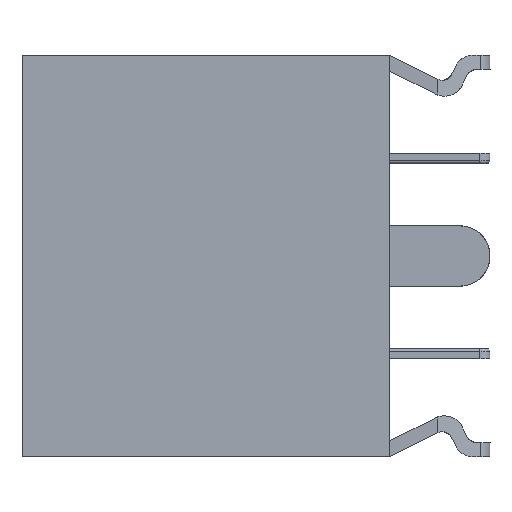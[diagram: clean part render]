
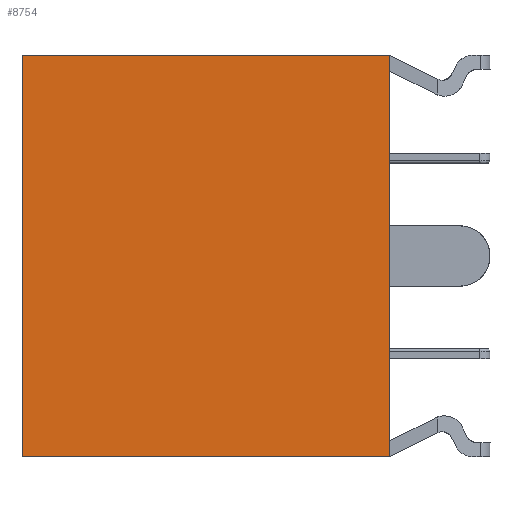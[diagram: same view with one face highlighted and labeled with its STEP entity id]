
A CAD part, left-side view. The second image highlights one B-rep face of the part: STEP entity #8754.
In plain terms, the highlighted free-form (B-spline) face has degree [1, 1] with [2, 2] control points.
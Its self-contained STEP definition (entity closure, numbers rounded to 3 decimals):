
#8003 = B_SPLINE_SURFACE_WITH_KNOTS('',1,1,(
    (#8004,#8005)
    ,(#8006,#8007
    )),.UNSPECIFIED.,.F.,.F.,.F.,(2,2),(2,2),(0.,1.),(0.,1.),
  .PIECEWISE_BEZIER_KNOTS.);
#8004 = CARTESIAN_POINT('',(-12.9,-6.5,-7.));
#8005 = CARTESIAN_POINT('',(0.,-6.5,-7.));
#8006 = CARTESIAN_POINT('',(-12.9,6.3,-7.));
#8007 = CARTESIAN_POINT('',(0.,6.3,-7.));
#8029 = B_SPLINE_SURFACE_WITH_KNOTS('',1,1,(
    (#8030,#8031)
    ,(#8032,#8033
    )),.UNSPECIFIED.,.F.,.F.,.F.,(2,2),(2,2),(0.,1.),(0.,1.),
  .PIECEWISE_BEZIER_KNOTS.);
#8030 = CARTESIAN_POINT('',(-12.9,-6.5,7.));
#8031 = CARTESIAN_POINT('',(0.,-6.5,7.));
#8032 = CARTESIAN_POINT('',(-12.9,-6.5,-7.));
#8033 = CARTESIAN_POINT('',(0.,-6.5,-7.));
#8055 = B_SPLINE_SURFACE_WITH_KNOTS('',1,1,(
    (#8056,#8057)
    ,(#8058,#8059
    )),.UNSPECIFIED.,.F.,.F.,.F.,(2,2),(2,2),(0.,1.),(0.,1.),
  .PIECEWISE_BEZIER_KNOTS.);
#8056 = CARTESIAN_POINT('',(-12.9,6.3,7.));
#8057 = CARTESIAN_POINT('',(0.,6.3,7.));
#8058 = CARTESIAN_POINT('',(-12.9,-6.5,7.));
#8059 = CARTESIAN_POINT('',(0.,-6.5,7.));
#8079 = B_SPLINE_SURFACE_WITH_KNOTS('',1,1,(
    (#8080,#8081)
    ,(#8082,#8083
    )),.UNSPECIFIED.,.F.,.F.,.F.,(2,2),(2,2),(0.,1.),(0.,1.),
  .PIECEWISE_BEZIER_KNOTS.);
#8080 = CARTESIAN_POINT('',(-12.9,6.3,-7.));
#8081 = CARTESIAN_POINT('',(0.,6.3,-7.));
#8082 = CARTESIAN_POINT('',(-12.9,6.3,7.));
#8083 = CARTESIAN_POINT('',(0.,6.3,7.));
#8608 = VERTEX_POINT('',#8609);
#8609 = CARTESIAN_POINT('',(-12.9,6.3,-7.));
#8628 = EDGE_CURVE('',#8608,#8629,#8631,.T.);
#8629 = VERTEX_POINT('',#8630);
#8630 = CARTESIAN_POINT('',(-12.9,6.3,7.));
#8631 = SURFACE_CURVE('',#8632,(#8636,#8642),.PCURVE_S1.);
#8632 = LINE('',#8633,#8634);
#8633 = CARTESIAN_POINT('',(-12.9,6.3,-7.));
#8634 = VECTOR('',#8635,1.);
#8635 = DIRECTION('',(0.,0.,1.));
#8636 = PCURVE('',#8079,#8637);
#8637 = DEFINITIONAL_REPRESENTATION('',(#8638),#8641);
#8638 = B_SPLINE_CURVE_WITH_KNOTS('',1,(#8639,#8640),.UNSPECIFIED.,.F.,
  .F.,(2,2),(0.,14.),.PIECEWISE_BEZIER_KNOTS.);
#8639 = CARTESIAN_POINT('',(0.,0.));
#8640 = CARTESIAN_POINT('',(1.,0.));
#8641 = ( GEOMETRIC_REPRESENTATION_CONTEXT(2) 
PARAMETRIC_REPRESENTATION_CONTEXT() REPRESENTATION_CONTEXT('2D SPACE',''
  ) );
#8642 = PCURVE('',#8643,#8648);
#8643 = B_SPLINE_SURFACE_WITH_KNOTS('',1,1,(
    (#8644,#8645)
    ,(#8646,#8647
    )),.UNSPECIFIED.,.F.,.F.,.F.,(2,2),(2,2),(0.,1.),(0.,1.),
  .PIECEWISE_BEZIER_KNOTS.);
#8644 = CARTESIAN_POINT('',(-12.9,-6.5,-7.));
#8645 = CARTESIAN_POINT('',(-12.9,6.3,-7.));
#8646 = CARTESIAN_POINT('',(-12.9,-6.5,7.));
#8647 = CARTESIAN_POINT('',(-12.9,6.3,7.));
#8648 = DEFINITIONAL_REPRESENTATION('',(#8649),#8652);
#8649 = B_SPLINE_CURVE_WITH_KNOTS('',1,(#8650,#8651),.UNSPECIFIED.,.F.,
  .F.,(2,2),(0.,14.),.PIECEWISE_BEZIER_KNOTS.);
#8650 = CARTESIAN_POINT('',(0.,1.));
#8651 = CARTESIAN_POINT('',(1.,1.));
#8652 = ( GEOMETRIC_REPRESENTATION_CONTEXT(2) 
PARAMETRIC_REPRESENTATION_CONTEXT() REPRESENTATION_CONTEXT('2D SPACE',''
  ) );
#8714 = VERTEX_POINT('',#8715);
#8715 = CARTESIAN_POINT('',(-12.9,-6.5,-7.));
#8734 = EDGE_CURVE('',#8714,#8608,#8735,.T.);
#8735 = SURFACE_CURVE('',#8736,(#8740,#8746),.PCURVE_S1.);
#8736 = LINE('',#8737,#8738);
#8737 = CARTESIAN_POINT('',(-12.9,-6.5,-7.));
#8738 = VECTOR('',#8739,1.);
#8739 = DIRECTION('',(0.,1.,0.));
#8740 = PCURVE('',#8003,#8741);
#8741 = DEFINITIONAL_REPRESENTATION('',(#8742),#8745);
#8742 = B_SPLINE_CURVE_WITH_KNOTS('',1,(#8743,#8744),.UNSPECIFIED.,.F.,
  .F.,(2,2),(0.,12.8),.PIECEWISE_BEZIER_KNOTS.);
#8743 = CARTESIAN_POINT('',(0.,0.));
#8744 = CARTESIAN_POINT('',(1.,0.));
#8745 = ( GEOMETRIC_REPRESENTATION_CONTEXT(2) 
PARAMETRIC_REPRESENTATION_CONTEXT() REPRESENTATION_CONTEXT('2D SPACE',''
  ) );
#8746 = PCURVE('',#8643,#8747);
#8747 = DEFINITIONAL_REPRESENTATION('',(#8748),#8751);
#8748 = B_SPLINE_CURVE_WITH_KNOTS('',1,(#8749,#8750),.UNSPECIFIED.,.F.,
  .F.,(2,2),(0.,12.8),.PIECEWISE_BEZIER_KNOTS.);
#8749 = CARTESIAN_POINT('',(0.,0.));
#8750 = CARTESIAN_POINT('',(0.,1.));
#8751 = ( GEOMETRIC_REPRESENTATION_CONTEXT(2) 
PARAMETRIC_REPRESENTATION_CONTEXT() REPRESENTATION_CONTEXT('2D SPACE',''
  ) );
#8754 = ADVANCED_FACE('',(#8755),#8643,.T.);
#8755 = FACE_BOUND('',#8756,.T.);
#8756 = EDGE_LOOP('',(#8757,#8758,#8759,#8780));
#8757 = ORIENTED_EDGE('',*,*,#8628,.F.);
#8758 = ORIENTED_EDGE('',*,*,#8734,.F.);
#8759 = ORIENTED_EDGE('',*,*,#8760,.T.);
#8760 = EDGE_CURVE('',#8714,#8761,#8763,.T.);
#8761 = VERTEX_POINT('',#8762);
#8762 = CARTESIAN_POINT('',(-12.9,-6.5,7.));
#8763 = SURFACE_CURVE('',#8764,(#8768,#8774),.PCURVE_S1.);
#8764 = LINE('',#8765,#8766);
#8765 = CARTESIAN_POINT('',(-12.9,-6.5,-7.));
#8766 = VECTOR('',#8767,1.);
#8767 = DIRECTION('',(0.,0.,1.));
#8768 = PCURVE('',#8643,#8769);
#8769 = DEFINITIONAL_REPRESENTATION('',(#8770),#8773);
#8770 = B_SPLINE_CURVE_WITH_KNOTS('',1,(#8771,#8772),.UNSPECIFIED.,.F.,
  .F.,(2,2),(0.,14.),.PIECEWISE_BEZIER_KNOTS.);
#8771 = CARTESIAN_POINT('',(0.,0.));
#8772 = CARTESIAN_POINT('',(1.,0.));
#8773 = ( GEOMETRIC_REPRESENTATION_CONTEXT(2) 
PARAMETRIC_REPRESENTATION_CONTEXT() REPRESENTATION_CONTEXT('2D SPACE',''
  ) );
#8774 = PCURVE('',#8029,#8775);
#8775 = DEFINITIONAL_REPRESENTATION('',(#8776),#8779);
#8776 = B_SPLINE_CURVE_WITH_KNOTS('',1,(#8777,#8778),.UNSPECIFIED.,.F.,
  .F.,(2,2),(0.,14.),.PIECEWISE_BEZIER_KNOTS.);
#8777 = CARTESIAN_POINT('',(1.,0.));
#8778 = CARTESIAN_POINT('',(0.,0.));
#8779 = ( GEOMETRIC_REPRESENTATION_CONTEXT(2) 
PARAMETRIC_REPRESENTATION_CONTEXT() REPRESENTATION_CONTEXT('2D SPACE',''
  ) );
#8780 = ORIENTED_EDGE('',*,*,#8781,.T.);
#8781 = EDGE_CURVE('',#8761,#8629,#8782,.T.);
#8782 = SURFACE_CURVE('',#8783,(#8787,#8793),.PCURVE_S1.);
#8783 = LINE('',#8784,#8785);
#8784 = CARTESIAN_POINT('',(-12.9,-6.5,7.));
#8785 = VECTOR('',#8786,1.);
#8786 = DIRECTION('',(0.,1.,0.));
#8787 = PCURVE('',#8643,#8788);
#8788 = DEFINITIONAL_REPRESENTATION('',(#8789),#8792);
#8789 = B_SPLINE_CURVE_WITH_KNOTS('',1,(#8790,#8791),.UNSPECIFIED.,.F.,
  .F.,(2,2),(0.,12.8),.PIECEWISE_BEZIER_KNOTS.);
#8790 = CARTESIAN_POINT('',(1.,0.));
#8791 = CARTESIAN_POINT('',(1.,1.));
#8792 = ( GEOMETRIC_REPRESENTATION_CONTEXT(2) 
PARAMETRIC_REPRESENTATION_CONTEXT() REPRESENTATION_CONTEXT('2D SPACE',''
  ) );
#8793 = PCURVE('',#8055,#8794);
#8794 = DEFINITIONAL_REPRESENTATION('',(#8795),#8798);
#8795 = B_SPLINE_CURVE_WITH_KNOTS('',1,(#8796,#8797),.UNSPECIFIED.,.F.,
  .F.,(2,2),(0.,12.8),.PIECEWISE_BEZIER_KNOTS.);
#8796 = CARTESIAN_POINT('',(1.,0.));
#8797 = CARTESIAN_POINT('',(0.,0.));
#8798 = ( GEOMETRIC_REPRESENTATION_CONTEXT(2) 
PARAMETRIC_REPRESENTATION_CONTEXT() REPRESENTATION_CONTEXT('2D SPACE',''
  ) );
